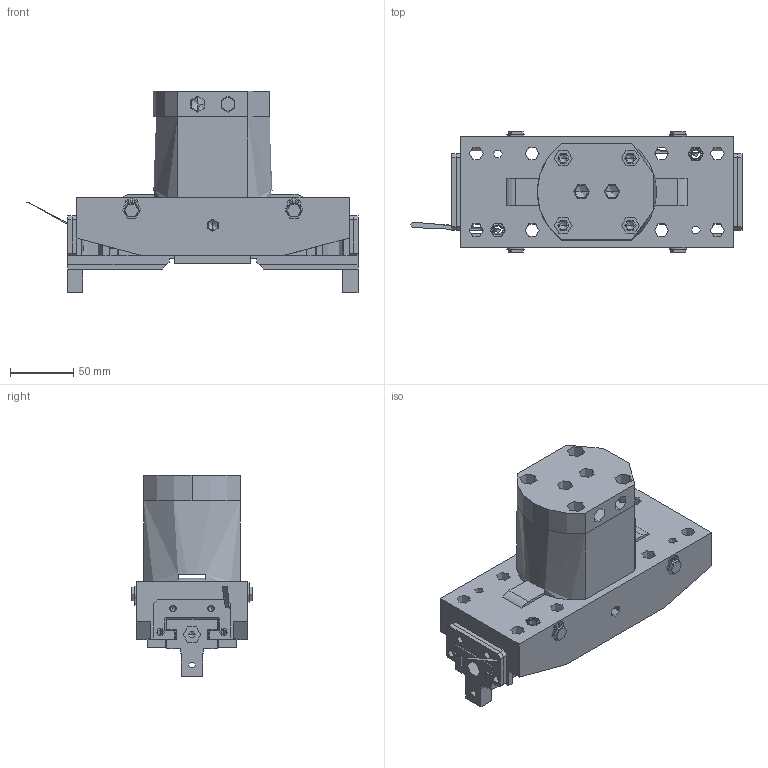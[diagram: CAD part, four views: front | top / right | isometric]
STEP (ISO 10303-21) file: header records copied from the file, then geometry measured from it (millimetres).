
FILE_DESCRIPTION (( 'STEP AP203' ), '1' );
FILE_NAME ('HCP-20.STEP', '2022-08-26T06:48:39', ( '微软用户' ), ( '微软中国' ), 'SwSTEP 2.0', 'SolidWorks 2012', '' );
FILE_SCHEMA (( 'CONFIG_CONTROL_DESIGN' ));
Length unit declared in the file: millimetre
Products named in the file (14): HCP-20; circlips for shaft--type a large gb_GB_CONNECTING_PIECE_RING_RRA 12; HCP-20-滅鳥團啣; HCP-20-隅弇种A; HCP-20-樓Ч杶; HCP-20-埴翐种; HCP-20-蚐猾揤啣; HCP-20-蚐猾; HCP-20-賑輸; HCP-20-綴裔; HCP-20-裔啣; HCP-20-隅弇种B; HCP-20-掛极; HCP-20-賑寢釱
Assembly tree (23 placements, depth 2):
  HCP-20
    HCP-20-賑寢釱
    HCP-20-掛极
    HCP-20-隅弇种B
    HCP-20-裔啣
    HCP-20-綴裔
    HCP-20-賑輸  x2
    HCP-20-蚐猾  x2
    HCP-20-蚐猾揤啣  x2
    HCP-20-埴翐种  x2
    HCP-20-樓Ч杶  x2
    HCP-20-隅弇种A  x2
    HCP-20-滅鳥團啣  x2
    circlips for shaft--type a large gb_GB_CONNECTING_PIECE_RING_RRA 12  x4
Bounding box: 261.78 x 96 x 158.5 mm (x, y, z)
Volume: 1243717.7 mm3
Topology: 19 solids, 55 shells, 837 faces, 2145 edges, 1372 vertices
Faces by surface type: plane 360, cylinder 353, cone 112, sphere 12
Full cylindrical faces by diameter (mm): 5.6 x1, 6 x1, 8 x4, 9 x2, 11.125 x2
Entity records: 19453 total; most frequent: CARTESIAN_POINT 3436, DIRECTION 3094, ORIENTED_EDGE 2860, EDGE_CURVE 1430, AXIS2_PLACEMENT_3D 1142, VERTEX_POINT 932, VECTOR 844, LINE 844
